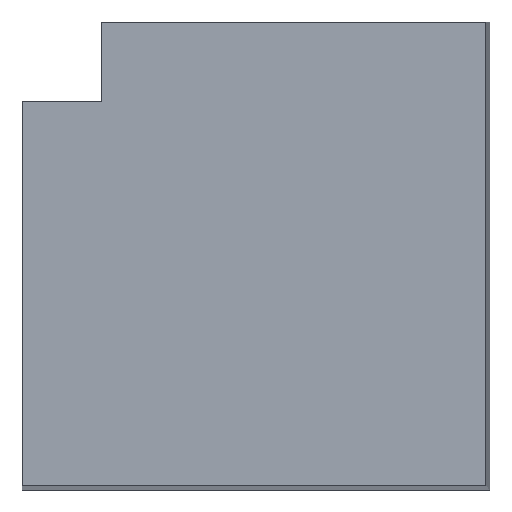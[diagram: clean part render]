
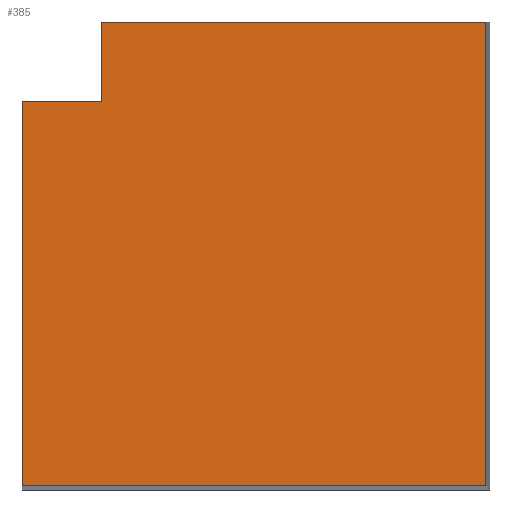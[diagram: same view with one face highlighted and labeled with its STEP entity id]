
A CAD part, top view. The second image highlights one B-rep face of the part: STEP entity #385.
In plain terms, the highlighted planar face has unit normal (0, 0, 1).
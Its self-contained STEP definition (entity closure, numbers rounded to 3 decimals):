
#8 = CARTESIAN_POINT ( 'NONE',  ( -170., 85., 55.5 ) ) ;
#11 = CARTESIAN_POINT ( 'NONE',  ( 0., 120., 55.5 ) ) ;
#30 = EDGE_LOOP ( 'NONE', ( #91, #356, #406, #416, #114, #317 ) ) ;
#57 = DIRECTION ( 'NONE',  ( 0., -1., 0. ) ) ;
#61 = CARTESIAN_POINT ( 'NONE',  ( -205., 85., 55.5 ) ) ;
#77 = LINE ( 'NONE', #247, #220 ) ;
#88 = CARTESIAN_POINT ( 'NONE',  ( -205., -85., 55.5 ) ) ;
#89 = VECTOR ( 'NONE', #472, 1000. ) ;
#91 = ORIENTED_EDGE ( 'NONE', *, *, #396, .T. ) ;
#114 = ORIENTED_EDGE ( 'NONE', *, *, #200, .F. ) ;
#124 = DIRECTION ( 'NONE',  ( -1., 0., 0. ) ) ;
#126 = VERTEX_POINT ( 'NONE', #455 ) ;
#142 = LINE ( 'NONE', #234, #259 ) ;
#145 = DIRECTION ( 'NONE',  ( 1., 0., 0. ) ) ;
#162 = PLANE ( 'NONE',  #315 ) ;
#164 = LINE ( 'NONE', #88, #374 ) ;
#174 = LINE ( 'NONE', #530, #89 ) ;
#200 = EDGE_CURVE ( 'NONE', #331, #392, #174, .T. ) ;
#202 = VERTEX_POINT ( 'NONE', #241 ) ;
#205 = VERTEX_POINT ( 'NONE', #465 ) ;
#220 = VECTOR ( 'NONE', #503, 1000. ) ;
#225 = VECTOR ( 'NONE', #57, 1000. ) ;
#228 = EDGE_CURVE ( 'NONE', #202, #401, #142, .T. ) ;
#234 = CARTESIAN_POINT ( 'NONE',  ( -170., 120., 55.5 ) ) ;
#239 = EDGE_CURVE ( 'NONE', #401, #205, #248, .T. ) ;
#241 = CARTESIAN_POINT ( 'NONE',  ( -170., 120., 55.5 ) ) ;
#247 = CARTESIAN_POINT ( 'NONE',  ( -170., 120., 55.5 ) ) ;
#248 = LINE ( 'NONE', #471, #393 ) ;
#259 = VECTOR ( 'NONE', #482, 1000. ) ;
#267 = FACE_OUTER_BOUND ( 'NONE', #30, .T. ) ;
#269 = CARTESIAN_POINT ( 'NONE',  ( -205., 85., 55.5 ) ) ;
#315 = AXIS2_PLACEMENT_3D ( 'NONE', #269, #408, #124 ) ;
#317 = ORIENTED_EDGE ( 'NONE', *, *, #363, .T. ) ;
#318 = EDGE_CURVE ( 'NONE', #202, #392, #77, .T. ) ;
#331 = VERTEX_POINT ( 'NONE', #422 ) ;
#356 = ORIENTED_EDGE ( 'NONE', *, *, #239, .F. ) ;
#363 = EDGE_CURVE ( 'NONE', #331, #126, #389, .T. ) ;
#374 = VECTOR ( 'NONE', #145, 1000. ) ;
#385 = ADVANCED_FACE ( 'NONE', ( #267 ), #162, .F. ) ;
#389 = LINE ( 'NONE', #61, #225 ) ;
#392 = VERTEX_POINT ( 'NONE', #8 ) ;
#393 = VECTOR ( 'NONE', #486, 1000. ) ;
#396 = EDGE_CURVE ( 'NONE', #126, #205, #164, .T. ) ;
#401 = VERTEX_POINT ( 'NONE', #11 ) ;
#406 = ORIENTED_EDGE ( 'NONE', *, *, #228, .F. ) ;
#408 = DIRECTION ( 'NONE',  ( 0., 0., -1. ) ) ;
#416 = ORIENTED_EDGE ( 'NONE', *, *, #318, .T. ) ;
#422 = CARTESIAN_POINT ( 'NONE',  ( -205., 85., 55.5 ) ) ;
#455 = CARTESIAN_POINT ( 'NONE',  ( -205., -85., 55.5 ) ) ;
#465 = CARTESIAN_POINT ( 'NONE',  ( 0., -85., 55.5 ) ) ;
#471 = CARTESIAN_POINT ( 'NONE',  ( 0., 120., 55.5 ) ) ;
#472 = DIRECTION ( 'NONE',  ( 1., 0., 0. ) ) ;
#482 = DIRECTION ( 'NONE',  ( 1., 0., 0. ) ) ;
#486 = DIRECTION ( 'NONE',  ( 0., -1., 0. ) ) ;
#503 = DIRECTION ( 'NONE',  ( 0., -1., 0. ) ) ;
#530 = CARTESIAN_POINT ( 'NONE',  ( -205., 85., 55.5 ) ) ;
